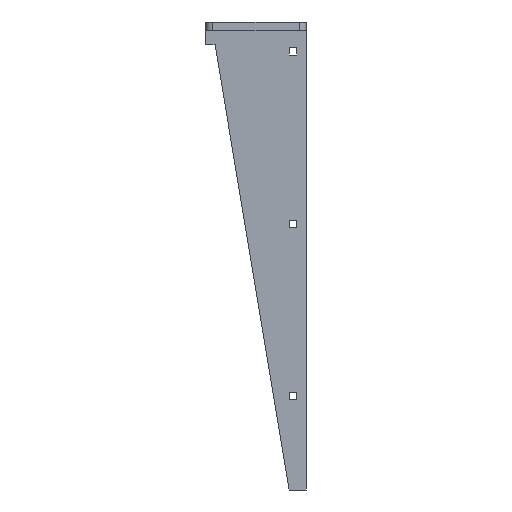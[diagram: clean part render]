
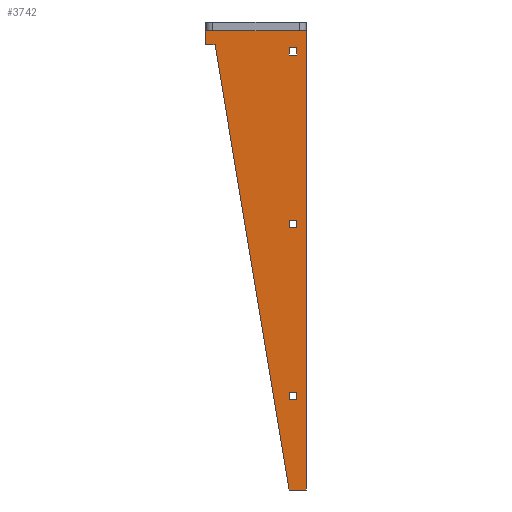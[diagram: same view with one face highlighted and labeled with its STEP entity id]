
A CAD part, left-side view. The second image highlights one B-rep face of the part: STEP entity #3742.
In plain terms, the highlighted planar face has unit normal (-1, 0, 0).
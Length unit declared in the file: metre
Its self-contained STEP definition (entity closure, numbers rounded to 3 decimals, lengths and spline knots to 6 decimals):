
#32=PLANE('',#3962);
#404=ORIENTED_EDGE('',*,*,#1489,.F.);
#405=ORIENTED_EDGE('',*,*,#1494,.F.);
#406=ORIENTED_EDGE('',*,*,#1495,.T.);
#407=ORIENTED_EDGE('',*,*,#1496,.T.);
#408=ORIENTED_EDGE('',*,*,#1451,.T.);
#409=ORIENTED_EDGE('',*,*,#1497,.F.);
#410=ORIENTED_EDGE('',*,*,#1498,.F.);
#411=ORIENTED_EDGE('',*,*,#1499,.F.);
#412=ORIENTED_EDGE('',*,*,#1500,.F.);
#413=ORIENTED_EDGE('',*,*,#1501,.T.);
#414=ORIENTED_EDGE('',*,*,#1502,.F.);
#415=ORIENTED_EDGE('',*,*,#1503,.F.);
#416=ORIENTED_EDGE('',*,*,#1504,.F.);
#417=ORIENTED_EDGE('',*,*,#1505,.T.);
#418=ORIENTED_EDGE('',*,*,#1506,.F.);
#419=ORIENTED_EDGE('',*,*,#1507,.F.);
#420=ORIENTED_EDGE('',*,*,#1508,.T.);
#421=ORIENTED_EDGE('',*,*,#1509,.F.);
#1451=EDGE_CURVE('',#1998,#1997,#2353,.T.);
#1489=EDGE_CURVE('',#2025,#2027,#2387,.T.);
#1494=EDGE_CURVE('',#2031,#2025,#2390,.T.);
#1495=EDGE_CURVE('',#2031,#2032,#2391,.T.);
#1496=EDGE_CURVE('',#2032,#1998,#2392,.T.);
#1497=EDGE_CURVE('',#2027,#1997,#2393,.T.);
#1498=EDGE_CURVE('',#2033,#2034,#2394,.T.);
#1499=EDGE_CURVE('',#2035,#2033,#2395,.T.);
#1500=EDGE_CURVE('',#2036,#2035,#2396,.T.);
#1501=EDGE_CURVE('',#2036,#2034,#2397,.T.);
#1502=EDGE_CURVE('',#2037,#2038,#2398,.T.);
#1503=EDGE_CURVE('',#2039,#2037,#2399,.T.);
#1504=EDGE_CURVE('',#2040,#2039,#2400,.T.);
#1505=EDGE_CURVE('',#2040,#2038,#2401,.T.);
#1506=EDGE_CURVE('',#2041,#2042,#2402,.T.);
#1507=EDGE_CURVE('',#2043,#2041,#2403,.T.);
#1508=EDGE_CURVE('',#2043,#2044,#2404,.T.);
#1509=EDGE_CURVE('',#2042,#2044,#2405,.T.);
#1997=VERTEX_POINT('',#5428);
#1998=VERTEX_POINT('',#5430);
#2025=VERTEX_POINT('',#5504);
#2027=VERTEX_POINT('',#5507);
#2031=VERTEX_POINT('',#5517);
#2032=VERTEX_POINT('',#5519);
#2033=VERTEX_POINT('',#5523);
#2034=VERTEX_POINT('',#5524);
#2035=VERTEX_POINT('',#5526);
#2036=VERTEX_POINT('',#5528);
#2037=VERTEX_POINT('',#5531);
#2038=VERTEX_POINT('',#5532);
#2039=VERTEX_POINT('',#5534);
#2040=VERTEX_POINT('',#5536);
#2041=VERTEX_POINT('',#5539);
#2042=VERTEX_POINT('',#5540);
#2043=VERTEX_POINT('',#5542);
#2044=VERTEX_POINT('',#5544);
#2353=LINE('',#5429,#2799);
#2387=LINE('',#5506,#2833);
#2390=LINE('',#5516,#2836);
#2391=LINE('',#5518,#2837);
#2392=LINE('',#5520,#2838);
#2393=LINE('',#5521,#2839);
#2394=LINE('',#5522,#2840);
#2395=LINE('',#5525,#2841);
#2396=LINE('',#5527,#2842);
#2397=LINE('',#5529,#2843);
#2398=LINE('',#5530,#2844);
#2399=LINE('',#5533,#2845);
#2400=LINE('',#5535,#2846);
#2401=LINE('',#5537,#2847);
#2402=LINE('',#5538,#2848);
#2403=LINE('',#5541,#2849);
#2404=LINE('',#5543,#2850);
#2405=LINE('',#5545,#2851);
#2799=VECTOR('',#4350,1.);
#2833=VECTOR('',#4412,1.);
#2836=VECTOR('',#4421,1.);
#2837=VECTOR('',#4422,1.);
#2838=VECTOR('',#4423,1.);
#2839=VECTOR('',#4424,1.);
#2840=VECTOR('',#4425,1.);
#2841=VECTOR('',#4426,1.);
#2842=VECTOR('',#4427,1.);
#2843=VECTOR('',#4428,1.);
#2844=VECTOR('',#4429,1.);
#2845=VECTOR('',#4430,1.);
#2846=VECTOR('',#4431,1.);
#2847=VECTOR('',#4432,1.);
#2848=VECTOR('',#4433,1.);
#2849=VECTOR('',#4434,1.);
#2850=VECTOR('',#4435,1.);
#2851=VECTOR('',#4436,1.);
#3197=EDGE_LOOP('',(#404,#405,#406,#407,#408,#409));
#3198=EDGE_LOOP('',(#410,#411,#412,#413));
#3199=EDGE_LOOP('',(#414,#415,#416,#417));
#3200=EDGE_LOOP('',(#418,#419,#420,#421));
#3445=FACE_BOUND('',#3197,.T.);
#3446=FACE_BOUND('',#3198,.T.);
#3447=FACE_BOUND('',#3199,.T.);
#3448=FACE_BOUND('',#3200,.T.);
#3742=ADVANCED_FACE('',(#3445,#3446,#3447,#3448),#32,.T.);
#3962=AXIS2_PLACEMENT_3D('',#5515,#4419,#4420);
#4350=DIRECTION('',(0.,-1.,0.));
#4412=DIRECTION('',(0.,-1.,0.));
#4419=DIRECTION('',(-1.,0.,0.));
#4420=DIRECTION('',(0.,0.,1.));
#4421=DIRECTION('',(0.,0.,1.));
#4422=DIRECTION('',(0.,-1.,0.));
#4423=DIRECTION('',(0.,-0.164,-0.986));
#4424=DIRECTION('',(0.,0.,-1.));
#4425=DIRECTION('',(0.,0.,-1.));
#4426=DIRECTION('',(0.,1.,0.));
#4427=DIRECTION('',(0.,0.,1.));
#4428=DIRECTION('',(0.,1.,0.));
#4429=DIRECTION('',(0.,0.,-1.));
#4430=DIRECTION('',(0.,1.,0.));
#4431=DIRECTION('',(0.,0.,1.));
#4432=DIRECTION('',(0.,1.,0.));
#4433=DIRECTION('',(0.,1.,0.));
#4434=DIRECTION('',(0.,0.,1.));
#4435=DIRECTION('',(0.,1.,0.));
#4436=DIRECTION('',(0.,0.,-1.));
#5428=CARTESIAN_POINT('',(-0.09525,-0.022225,-0.20701));
#5429=CARTESIAN_POINT('',(-0.09525,-0.014605,-0.20701));
#5430=CARTESIAN_POINT('',(-0.09525,-0.014605,-0.20701));
#5504=CARTESIAN_POINT('',(-0.09525,0.022225,-0.00381));
#5506=CARTESIAN_POINT('',(-0.09525,-0.014605,-0.00381));
#5507=CARTESIAN_POINT('',(-0.09525,-0.022225,-0.00381));
#5515=CARTESIAN_POINT('',(-0.09525,-0.014605,-0.10541));
#5516=CARTESIAN_POINT('',(-0.09525,0.022225,-0.01016));
#5517=CARTESIAN_POINT('',(-0.09525,0.022225,-0.01016));
#5518=CARTESIAN_POINT('',(-0.09525,-0.014605,-0.01016));
#5519=CARTESIAN_POINT('',(-0.09525,0.018121,-0.01016));
#5520=CARTESIAN_POINT('',(-0.09525,0.002286,-0.10541));
#5521=CARTESIAN_POINT('',(-0.09525,-0.022225,-0.10541));
#5522=CARTESIAN_POINT('',(-0.09525,-0.014605,-0.10541));
#5523=CARTESIAN_POINT('',(-0.09525,-0.014605,-0.08763));
#5524=CARTESIAN_POINT('',(-0.09525,-0.014605,-0.090805));
#5525=CARTESIAN_POINT('',(-0.09525,-0.014605,-0.08763));
#5526=CARTESIAN_POINT('',(-0.09525,-0.018098,-0.08763));
#5527=CARTESIAN_POINT('',(-0.09525,-0.018098,-0.10541));
#5528=CARTESIAN_POINT('',(-0.09525,-0.018098,-0.090805));
#5529=CARTESIAN_POINT('',(-0.09525,-0.014605,-0.090805));
#5530=CARTESIAN_POINT('',(-0.09525,-0.014605,-0.10541));
#5531=CARTESIAN_POINT('',(-0.09525,-0.014605,-0.16383));
#5532=CARTESIAN_POINT('',(-0.09525,-0.014605,-0.167005));
#5533=CARTESIAN_POINT('',(-0.09525,-0.014605,-0.16383));
#5534=CARTESIAN_POINT('',(-0.09525,-0.018098,-0.16383));
#5535=CARTESIAN_POINT('',(-0.09525,-0.018098,-0.10541));
#5536=CARTESIAN_POINT('',(-0.09525,-0.018098,-0.167005));
#5537=CARTESIAN_POINT('',(-0.09525,-0.014605,-0.167005));
#5538=CARTESIAN_POINT('',(-0.09525,-0.014605,-0.01143));
#5539=CARTESIAN_POINT('',(-0.09525,-0.018098,-0.01143));
#5540=CARTESIAN_POINT('',(-0.09525,-0.014605,-0.01143));
#5541=CARTESIAN_POINT('',(-0.09525,-0.018098,-0.10541));
#5542=CARTESIAN_POINT('',(-0.09525,-0.018098,-0.014605));
#5543=CARTESIAN_POINT('',(-0.09525,-0.014605,-0.014605));
#5544=CARTESIAN_POINT('',(-0.09525,-0.014605,-0.014605));
#5545=CARTESIAN_POINT('',(-0.09525,-0.014605,-0.10541));
